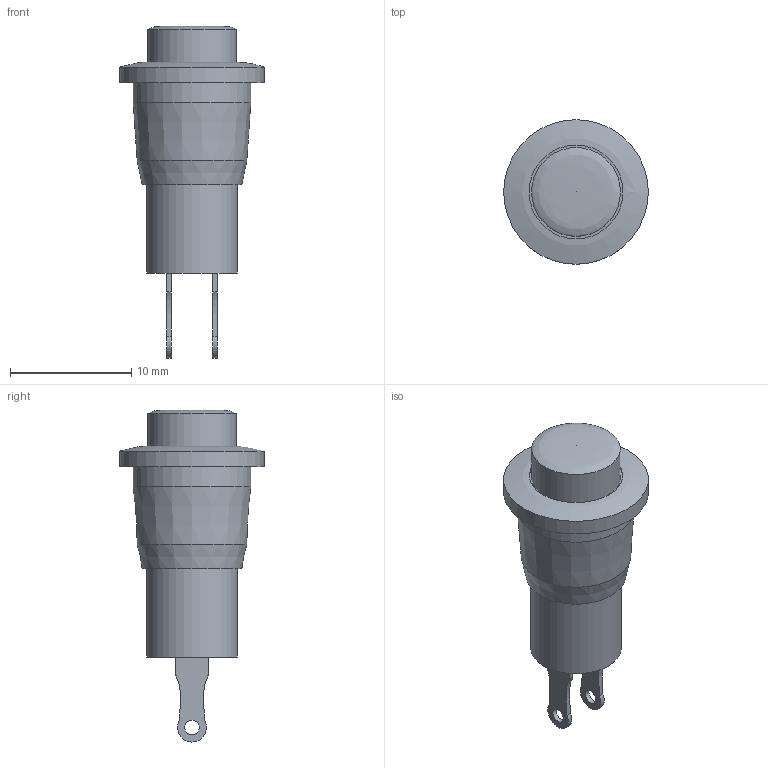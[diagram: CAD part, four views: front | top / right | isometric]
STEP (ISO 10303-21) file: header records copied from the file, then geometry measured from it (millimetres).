
FILE_DESCRIPTION(('FreeCAD Model'),'2;1');
FILE_NAME('Open CASCADE Shape Model','2022-09-18T17:00:25',(''),(''), 'Open CASCADE STEP processor 7.6','FreeCAD','Unknown');
FILE_SCHEMA(('AUTOMOTIVE_DESIGN { 1 0 10303 214 1 1 1 1 }'));
Length unit declared in the file: millimetre
Products named in the file (7): M10_Push_Button; Part; Metal_Body; Plastic_Body; Contact1; Button; Contact2
Assembly tree (6 placements, depth 3):
  M10_Push_Button
    Part
      Metal_Body
      Plastic_Body
      Contact1
      Button
    Contact2
Bounding box: 11.94 x 11.94 x 27.42 mm (x, y, z)
Volume: 1205.9 mm3; surface area: 991.3 mm2
Topology: 5 solids, 5 shells, 34 faces, 65 edges, 42 vertices
Faces by surface type: plane 17, cylinder 9, extrusion 4, cone 2, revolution 2
Full cylindrical faces by diameter (mm): 1.2 x2, 7.34 x1, 7.5 x1, 7.74 x1, 9.72 x1, 11.94 x1
Entity records: 1880 total; most frequent: CARTESIAN_POINT 420, DIRECTION 230, ORIENTED_EDGE 128, PCURVE 128, DEFINITIONAL_REPRESENTATION 128, VECTOR 105, LINE 101, EDGE_CURVE 64
